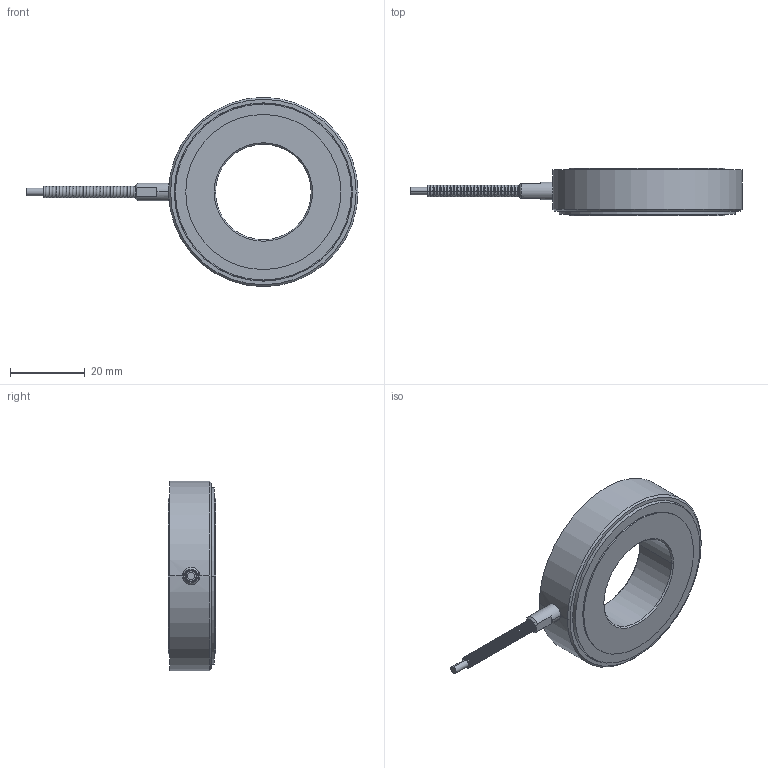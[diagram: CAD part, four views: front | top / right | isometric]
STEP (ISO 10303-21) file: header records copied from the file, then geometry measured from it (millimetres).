
FILE_DESCRIPTION((''),'2;1');
FILE_NAME('LLW470.stp','2010-11-16T07:30:30',(''),(''),'Mechanical Desktop 2008','Mechanical Desktop 2008',', , ');
FILE_SCHEMA(('CONFIG_CONTROL_DESIGN'));
Length unit declared in the file: inch
Products named in the file (4): FI1088-A; CABLE; 26; NEWDWG
Assembly tree (184 placements, depth 3):
  FI1088-A
    CABLE
    26  x154
    NEWDWG  x7
      26
Bounding box: 89.09 x 12.7 x 50.8 mm (x, y, z)
Volume: 18283.6 mm3; surface area: 9530.7 mm2
Topology: 1 solids, 7 shells, 239 faces, 610 edges, 376 vertices
Faces by surface type: bspline 152, cylinder 42, plane 33, cone 10, torus 2
Entity records: 19875 total; most frequent: CARTESIAN_POINT 12875, DIRECTION 1634, ORIENTED_EDGE 1220, AXIS2_PLACEMENT_3D 773, EDGE_CURVE 610, CIRCLE 501, VERTEX_POINT 376, EDGE_LOOP 254
